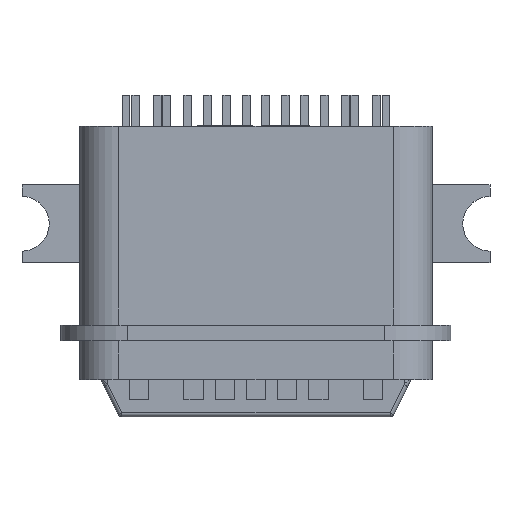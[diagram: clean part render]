
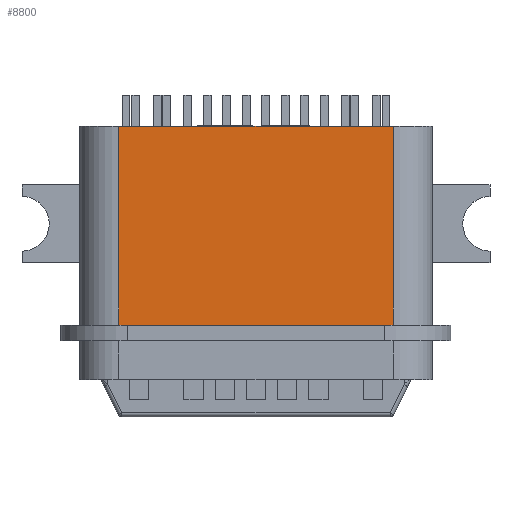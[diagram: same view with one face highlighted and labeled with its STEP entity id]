
A CAD part, top view. The second image highlights one B-rep face of the part: STEP entity #8800.
In plain terms, the highlighted planar face has unit normal (0, 0, 1).
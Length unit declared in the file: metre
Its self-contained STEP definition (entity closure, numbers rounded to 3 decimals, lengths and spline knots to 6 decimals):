
#209=PLANE('',#12162);
#1012=ORIENTED_EDGE('',*,*,#3441,.F.);
#1013=ORIENTED_EDGE('',*,*,#3412,.T.);
#1014=ORIENTED_EDGE('',*,*,#3443,.T.);
#1015=ORIENTED_EDGE('',*,*,#3444,.T.);
#3412=EDGE_CURVE('',#4639,#4638,#5468,.T.);
#3441=EDGE_CURVE('',#4639,#4658,#5489,.T.);
#3443=EDGE_CURVE('',#4638,#4659,#5490,.T.);
#3444=EDGE_CURVE('',#4659,#4658,#5491,.T.);
#4638=VERTEX_POINT('',#15374);
#4639=VERTEX_POINT('',#15376);
#4658=VERTEX_POINT('',#15433);
#4659=VERTEX_POINT('',#15437);
#5468=LINE('',#15375,#6359);
#5489=LINE('',#15432,#6380);
#5490=LINE('',#15436,#6381);
#5491=LINE('',#15438,#6382);
#6359=VECTOR('',#13033,1.);
#6380=VECTOR('',#13088,1.);
#6381=VECTOR('',#13093,1.);
#6382=VECTOR('',#13094,1.);
#7205=EDGE_LOOP('',(#1012,#1013,#1014,#1015));
#7714=FACE_BOUND('',#7205,.T.);
#8800=ADVANCED_FACE('',(#7714),#209,.F.);
#12162=AXIS2_PLACEMENT_3D('',#15435,#13091,#13092);
#13033=DIRECTION('',(1.,0.,0.));
#13088=DIRECTION('',(0.,1.,0.));
#13091=DIRECTION('',(0.,0.,-1.));
#13092=DIRECTION('',(0.,1.,0.));
#13093=DIRECTION('',(0.,1.,0.));
#13094=DIRECTION('',(-1.,0.,0.));
#15374=CARTESIAN_POINT('',(0.003527,-0.004482,0.00246));
#15375=CARTESIAN_POINT('',(-0.003513,-0.004482,0.00246));
#15376=CARTESIAN_POINT('',(-0.003513,-0.004482,0.00246));
#15432=CARTESIAN_POINT('',(-0.003513,-0.005882,0.00246));
#15433=CARTESIAN_POINT('',(-0.003513,0.000618,0.00246));
#15435=CARTESIAN_POINT('',(-0.003513,-0.005882,0.00246));
#15436=CARTESIAN_POINT('',(0.003527,-0.005882,0.00246));
#15437=CARTESIAN_POINT('',(0.003527,0.000618,0.00246));
#15438=CARTESIAN_POINT('',(-0.003513,0.000618,0.00246));
